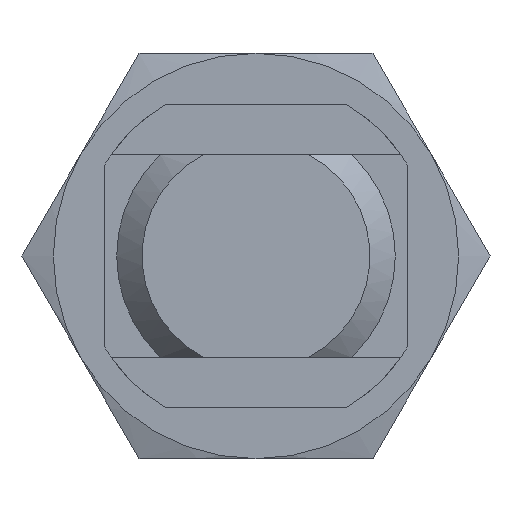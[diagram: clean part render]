
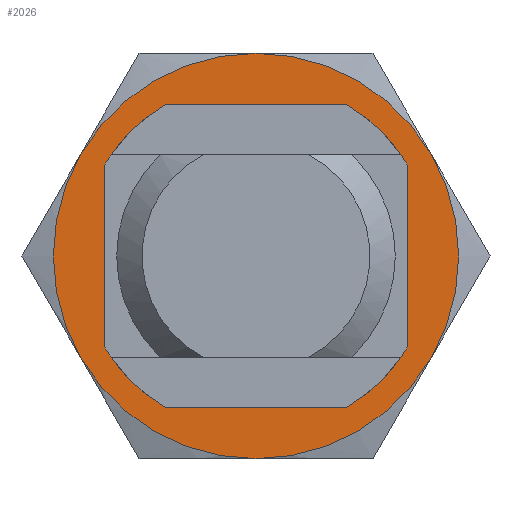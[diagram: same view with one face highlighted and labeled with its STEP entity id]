
A CAD part, left-side view. The second image highlights one B-rep face of the part: STEP entity #2026.
In plain terms, the highlighted planar face has unit normal (-1, 0, 0).
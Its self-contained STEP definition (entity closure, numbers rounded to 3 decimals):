
#90 = CARTESIAN_POINT ( 'NONE',  ( 5., 0., -16. ) ) ;
#238 = DIRECTION ( 'NONE',  ( -1., 0., 0. ) ) ;
#248 = ORIENTED_EDGE ( 'NONE', *, *, #2738, .T. ) ;
#371 = DIRECTION ( 'NONE',  ( 0., 0., -1. ) ) ;
#382 = AXIS2_PLACEMENT_3D ( 'NONE', #810, #4066, #856 ) ;
#408 = DIRECTION ( 'NONE',  ( 0., 0., -1. ) ) ;
#409 = AXIS2_PLACEMENT_3D ( 'NONE', #3445, #1252, #901 ) ;
#511 = CIRCLE ( 'NONE', #1119, 11. ) ;
#665 = CIRCLE ( 'NONE', #3277, 16. ) ;
#810 = CARTESIAN_POINT ( 'NONE',  ( 5., 0., 0. ) ) ;
#818 = DIRECTION ( 'NONE',  ( -1., 0., 0. ) ) ;
#856 = DIRECTION ( 'NONE',  ( 0., -1., 0. ) ) ;
#901 = DIRECTION ( 'NONE',  ( 0., 0., -1. ) ) ;
#931 = CARTESIAN_POINT ( 'NONE',  ( 5., -13.856, -8. ) ) ;
#966 = CARTESIAN_POINT ( 'NONE',  ( 5., 13.856, 8. ) ) ;
#971 = CARTESIAN_POINT ( 'NONE',  ( 5., 0., 0. ) ) ;
#1119 = AXIS2_PLACEMENT_3D ( 'NONE', #4624, #3577, #371 ) ;
#1156 = CARTESIAN_POINT ( 'NONE',  ( 5., 0., 0. ) ) ;
#1226 = ORIENTED_EDGE ( 'NONE', *, *, #4333, .T. ) ;
#1252 = DIRECTION ( 'NONE',  ( -1., 0., 0. ) ) ;
#1256 = DIRECTION ( 'NONE',  ( -1., 0., 0. ) ) ;
#1286 = ORIENTED_EDGE ( 'NONE', *, *, #3902, .F. ) ;
#1300 = VERTEX_POINT ( 'NONE', #1788 ) ;
#1314 = CIRCLE ( 'NONE', #2791, 16. ) ;
#1407 = DIRECTION ( 'NONE',  ( 0., 0., -1. ) ) ;
#1413 = ORIENTED_EDGE ( 'NONE', *, *, #3662, .T. ) ;
#1478 = CARTESIAN_POINT ( 'NONE',  ( 5., 13.856, -8. ) ) ;
#1479 = DIRECTION ( 'NONE',  ( 0., 0., -1. ) ) ;
#1484 = CARTESIAN_POINT ( 'NONE',  ( 5., 0., -11. ) ) ;
#1638 = EDGE_LOOP ( 'NONE', ( #3861, #1286 ) ) ;
#1696 = EDGE_CURVE ( 'NONE', #2735, #3975, #4581, .T. ) ;
#1702 = AXIS2_PLACEMENT_3D ( 'NONE', #4005, #818, #408 ) ;
#1758 = EDGE_LOOP ( 'NONE', ( #4619, #248, #1226, #1413, #1917, #1975 ) ) ;
#1770 = DIRECTION ( 'NONE',  ( -1., 0., 0. ) ) ;
#1788 = CARTESIAN_POINT ( 'NONE',  ( 5., 0., 16. ) ) ;
#1803 = CIRCLE ( 'NONE', #2334, 11. ) ;
#1917 = ORIENTED_EDGE ( 'NONE', *, *, #3055, .T. ) ;
#1941 = DIRECTION ( 'NONE',  ( 0., 0., -1. ) ) ;
#1975 = ORIENTED_EDGE ( 'NONE', *, *, #1696, .T. ) ;
#1994 = CARTESIAN_POINT ( 'NONE',  ( 5., 0., 0. ) ) ;
#2026 = ADVANCED_FACE ( 'NONE', ( #4425, #3308 ), #3260, .F. ) ;
#2062 = CARTESIAN_POINT ( 'NONE',  ( 5., 0., 11. ) ) ;
#2098 = VERTEX_POINT ( 'NONE', #931 ) ;
#2206 = VERTEX_POINT ( 'NONE', #2062 ) ;
#2334 = AXIS2_PLACEMENT_3D ( 'NONE', #971, #238, #1941 ) ;
#2404 = EDGE_CURVE ( 'NONE', #3618, #2206, #1803, .T. ) ;
#2451 = CIRCLE ( 'NONE', #1702, 16. ) ;
#2673 = DIRECTION ( 'NONE',  ( 0., 0., -1. ) ) ;
#2735 = VERTEX_POINT ( 'NONE', #1478 ) ;
#2738 = EDGE_CURVE ( 'NONE', #2098, #2983, #1314, .T. ) ;
#2791 = AXIS2_PLACEMENT_3D ( 'NONE', #2887, #4055, #4336 ) ;
#2887 = CARTESIAN_POINT ( 'NONE',  ( 5., 0., 0. ) ) ;
#2915 = VERTEX_POINT ( 'NONE', #966 ) ;
#2983 = VERTEX_POINT ( 'NONE', #3821 ) ;
#3025 = CIRCLE ( 'NONE', #3616, 16. ) ;
#3055 = EDGE_CURVE ( 'NONE', #2915, #2735, #3025, .T. ) ;
#3260 = PLANE ( 'NONE',  #382 ) ;
#3277 = AXIS2_PLACEMENT_3D ( 'NONE', #1156, #3323, #1479 ) ;
#3308 = FACE_OUTER_BOUND ( 'NONE', #1758, .T. ) ;
#3323 = DIRECTION ( 'NONE',  ( -1., 0., 0. ) ) ;
#3445 = CARTESIAN_POINT ( 'NONE',  ( 5., 0., 0. ) ) ;
#3577 = DIRECTION ( 'NONE',  ( -1., 0., 0. ) ) ;
#3616 = AXIS2_PLACEMENT_3D ( 'NONE', #4195, #1770, #1407 ) ;
#3618 = VERTEX_POINT ( 'NONE', #1484 ) ;
#3662 = EDGE_CURVE ( 'NONE', #1300, #2915, #4540, .T. ) ;
#3821 = CARTESIAN_POINT ( 'NONE',  ( 5., -13.856, 8. ) ) ;
#3861 = ORIENTED_EDGE ( 'NONE', *, *, #2404, .F. ) ;
#3902 = EDGE_CURVE ( 'NONE', #2206, #3618, #511, .T. ) ;
#3947 = EDGE_CURVE ( 'NONE', #3975, #2098, #665, .T. ) ;
#3975 = VERTEX_POINT ( 'NONE', #90 ) ;
#4005 = CARTESIAN_POINT ( 'NONE',  ( 5., 0., 0. ) ) ;
#4055 = DIRECTION ( 'NONE',  ( -1., 0., 0. ) ) ;
#4066 = DIRECTION ( 'NONE',  ( 1., 0., 0. ) ) ;
#4195 = CARTESIAN_POINT ( 'NONE',  ( 5., 0., 0. ) ) ;
#4333 = EDGE_CURVE ( 'NONE', #2983, #1300, #2451, .T. ) ;
#4336 = DIRECTION ( 'NONE',  ( 0., 0., -1. ) ) ;
#4356 = AXIS2_PLACEMENT_3D ( 'NONE', #1994, #1256, #2673 ) ;
#4425 = FACE_BOUND ( 'NONE', #1638, .T. ) ;
#4540 = CIRCLE ( 'NONE', #409, 16. ) ;
#4581 = CIRCLE ( 'NONE', #4356, 16. ) ;
#4619 = ORIENTED_EDGE ( 'NONE', *, *, #3947, .T. ) ;
#4624 = CARTESIAN_POINT ( 'NONE',  ( 5., 0., 0. ) ) ;
